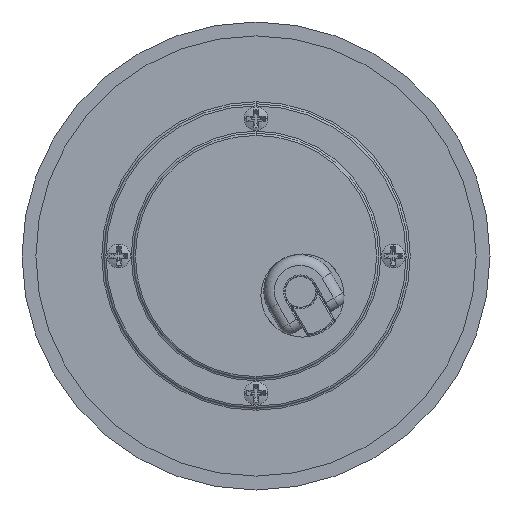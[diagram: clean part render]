
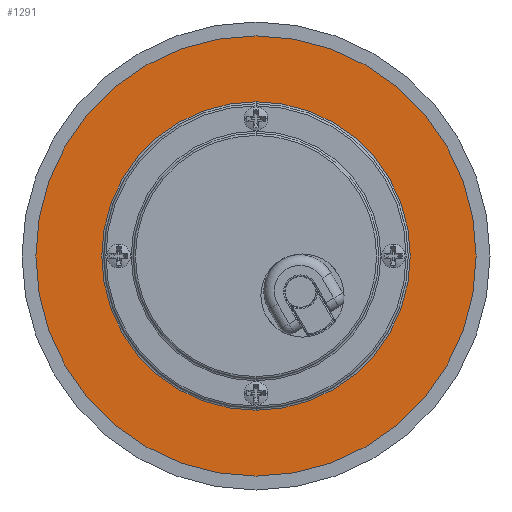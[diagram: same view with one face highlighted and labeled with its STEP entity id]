
A CAD part, front view. The second image highlights one B-rep face of the part: STEP entity #1291.
In plain terms, the highlighted planar face has unit normal (0, -1, 0).
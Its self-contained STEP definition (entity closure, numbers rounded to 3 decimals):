
#1115 = AXIS2_PLACEMENT_3D ( 'NONE', #6104, #6109, #6110 ) ;
#1291 = ADVANCED_FACE ( 'NONE', ( #2986, #2994 ), #6102, .T. ) ;
#1384 = VERTEX_POINT ( 'NONE', #5547 ) ;
#1422 = ORIENTED_EDGE ( 'NONE', *, *, #2443, .T. ) ;
#1432 = ORIENTED_EDGE ( 'NONE', *, *, #6497, .T. ) ;
#1435 = ORIENTED_EDGE ( 'NONE', *, *, #2187, .T. ) ;
#1436 = ORIENTED_EDGE ( 'NONE', *, *, #6498, .T. ) ;
#1451 = VERTEX_POINT ( 'NONE', #5548 ) ;
#1973 = VERTEX_POINT ( 'NONE', #5825 ) ;
#1983 = VERTEX_POINT ( 'NONE', #4353 ) ;
#2187 = EDGE_CURVE ( 'NONE', #1451, #1384, #3441, .T. ) ;
#2443 = EDGE_CURVE ( 'NONE', #1983, #1973, #3738, .T. ) ;
#2986 = FACE_BOUND ( 'NONE', #6375, .T. ) ;
#2994 = FACE_OUTER_BOUND ( 'NONE', #6402, .T. ) ;
#3441 = CIRCLE ( 'NONE', #5928, 31.75 ) ;
#3738 = CIRCLE ( 'NONE', #6035, 22.25 ) ;
#3860 = CIRCLE ( 'NONE', #6071, 31.75 ) ;
#3861 = CIRCLE ( 'NONE', #6072, 22.25 ) ;
#4079 = CARTESIAN_POINT ( 'NONE',  ( 0., 20.6, 0. ) ) ;
#4080 = DIRECTION ( 'NONE',  ( 0., 1., 0. ) ) ;
#4081 = DIRECTION ( 'NONE',  ( 0., 0., -1. ) ) ;
#4293 = CARTESIAN_POINT ( 'NONE',  ( 0., 20.6, 0. ) ) ;
#4294 = DIRECTION ( 'NONE',  ( 0., -1., 0. ) ) ;
#4295 = DIRECTION ( 'NONE',  ( 0., 0., -1. ) ) ;
#4296 = CARTESIAN_POINT ( 'NONE',  ( 0., 20.6, 0. ) ) ;
#4297 = DIRECTION ( 'NONE',  ( 0., 1., 0. ) ) ;
#4298 = DIRECTION ( 'NONE',  ( 0., 0., -1. ) ) ;
#4353 = CARTESIAN_POINT ( 'NONE',  ( 0., 20.6, -22.25 ) ) ;
#4893 = CARTESIAN_POINT ( 'NONE',  ( 0., 20.6, 0. ) ) ;
#4894 = DIRECTION ( 'NONE',  ( 0., -1., 0. ) ) ;
#4895 = DIRECTION ( 'NONE',  ( 0., 0., -1. ) ) ;
#5547 = CARTESIAN_POINT ( 'NONE',  ( 0., 20.6, 31.75 ) ) ;
#5548 = CARTESIAN_POINT ( 'NONE',  ( 0., 20.6, -31.75 ) ) ;
#5825 = CARTESIAN_POINT ( 'NONE',  ( 0., 20.6, 22.25 ) ) ;
#5928 = AXIS2_PLACEMENT_3D ( 'NONE', #4893, #4894, #4895 ) ;
#6035 = AXIS2_PLACEMENT_3D ( 'NONE', #4079, #4080, #4081 ) ;
#6071 = AXIS2_PLACEMENT_3D ( 'NONE', #4293, #4294, #4295 ) ;
#6072 = AXIS2_PLACEMENT_3D ( 'NONE', #4296, #4297, #4298 ) ;
#6102 = PLANE ( 'NONE',  #1115 ) ;
#6104 = CARTESIAN_POINT ( 'NONE',  ( 31.75, 20.6, 0. ) ) ;
#6109 = DIRECTION ( 'NONE',  ( 0., -1., 0. ) ) ;
#6110 = DIRECTION ( 'NONE',  ( 0., 0., -1. ) ) ;
#6375 = EDGE_LOOP ( 'NONE', ( #1422, #1436 ) ) ;
#6402 = EDGE_LOOP ( 'NONE', ( #1435, #1432 ) ) ;
#6497 = EDGE_CURVE ( 'NONE', #1384, #1451, #3860, .T. ) ;
#6498 = EDGE_CURVE ( 'NONE', #1973, #1983, #3861, .T. ) ;
